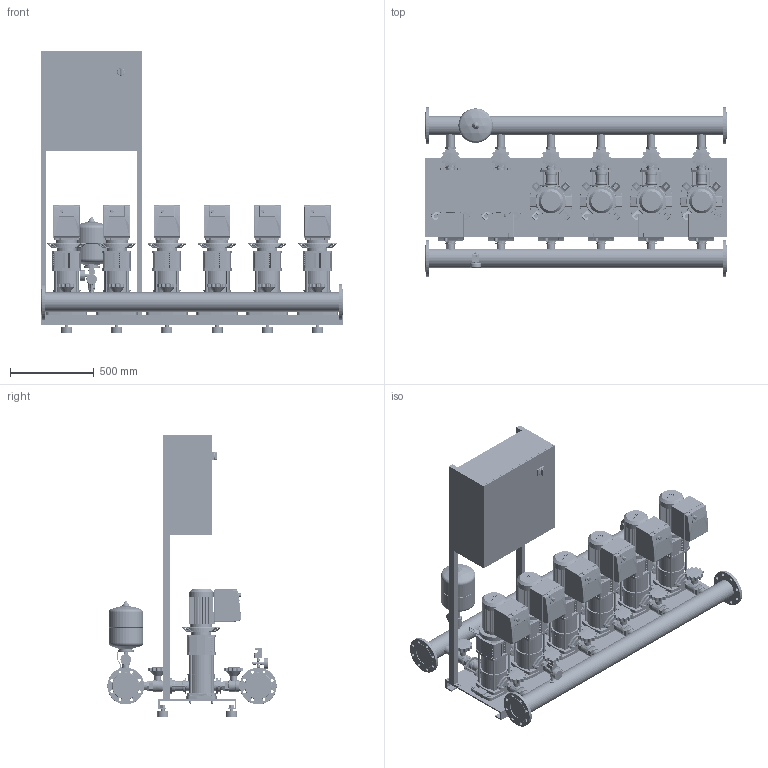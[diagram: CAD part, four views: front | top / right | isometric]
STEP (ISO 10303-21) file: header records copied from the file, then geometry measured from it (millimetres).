
FILE_DESCRIPTION((''),'2;1');
FILE_NAME('3d_COR-6HELIXVE1002_K_CCE-01-2535983.stp','2015-10-05T07:21:43',(''),(''),'Mechanical Desktop 2009','Mechanical Desktop 2009',', , ');
FILE_SCHEMA(('CONFIG_CONTROL_DESIGN'));
Length unit declared in the file: millimetre
Products named in the file (1): Product
Bounding box: 1800 x 1012 x 1685 mm (x, y, z)
Volume: 272336938.6 mm3; surface area: 16298424.6 mm2
Topology: 339 solids, 339 shells, 9175 faces, 23503 edges, 15292 vertices
Faces by surface type: plane 2998, bspline 2780, cylinder 2680, cone 349, torus 256, sphere 112
Entity records: 303718 total; most frequent: CARTESIAN_POINT 84322, ORIENTED_EDGE 46794, DIRECTION 43134, EDGE_CURVE 23397, VERTEX_POINT 15285, AXIS2_PLACEMENT_3D 14649, VECTOR 13836, LINE 13836
